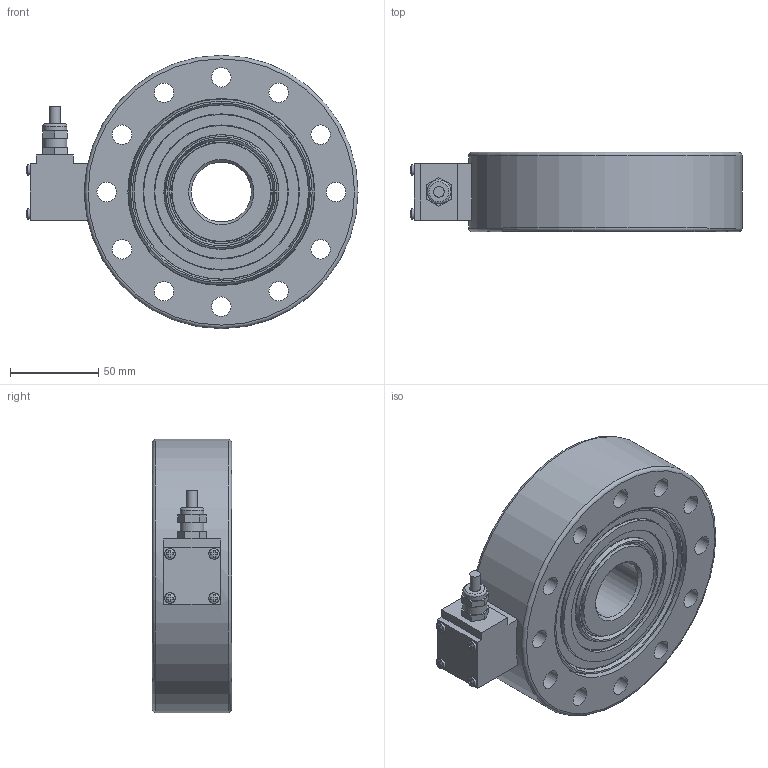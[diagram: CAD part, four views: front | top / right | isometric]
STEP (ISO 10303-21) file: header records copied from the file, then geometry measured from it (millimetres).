
FILE_DESCRIPTION(/* description */ (''),/* implementation_level */ '2;1');
FILE_NAME(/* name */ '363YH-10t v1.step',/* time_stamp */ '2020-01-21T14:49:42-08:00',/* author */ (''),/* organization */ (''),/* preprocessor_version */ 'ST-DEVELOPER v18',/* originating_system */ 'Autodesk Translation Framework v8.12.0.6',/* authorisation */ '');
FILE_SCHEMA (('AUTOMOTIVE_DESIGN { 1 0 10303 214 3 1 1 }'));
Length unit declared in the file: millimetre
Products named in the file (1): 363YH-10t
Bounding box: 188.23 x 45 x 155 mm (x, y, z)
Volume: 751865 mm3; surface area: 93583.4 mm2
Topology: 1 solids, 1 shells, 156 faces, 444 edges, 320 vertices
Faces by surface type: plane 96, cylinder 29, torus 17, cone 10, bspline 4
Full cylindrical faces by diameter (mm): 6 x4, 6.1 x1, 11 x12, 13.566 x2, 34 x1, 56 x2, 76 x2, 88 x2, 106 x2, 155 x1
Entity records: 6272 total; most frequent: CARTESIAN_POINT 1967, DIRECTION 893, ORIENTED_EDGE 888, EDGE_CURVE 444, AXIS2_PLACEMENT_3D 350, VERTEX_POINT 320, EDGE_LOOP 212, CIRCLE 197
